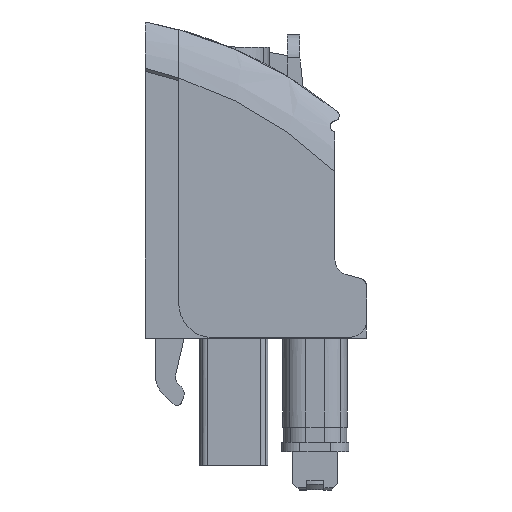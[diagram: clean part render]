
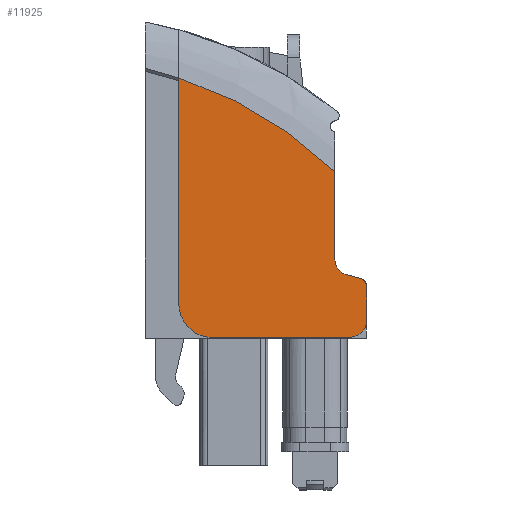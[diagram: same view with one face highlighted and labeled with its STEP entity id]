
A CAD part, left-side view. The second image highlights one B-rep face of the part: STEP entity #11925.
In plain terms, the highlighted planar face has unit normal (-1, 0, 0).
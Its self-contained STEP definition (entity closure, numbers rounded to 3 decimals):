
#8160=AXIS2_PLACEMENT_3D('Circle Axis2P3D',#8158,#8159,$) ;
#11864=AXIS2_PLACEMENT_3D('Plane Axis2P3D',#11861,#11862,#11863) ;
#11868=AXIS2_PLACEMENT_3D('Circle Axis2P3D',#11866,#11867,$) ;
#11882=AXIS2_PLACEMENT_3D('Circle Axis2P3D',#11880,#11881,$) ;
#11896=AXIS2_PLACEMENT_3D('Circle Axis2P3D',#11894,#11895,$) ;
#11910=AXIS2_PLACEMENT_3D('Circle Axis2P3D',#11908,#11909,$) ;
#2117=CARTESIAN_POINT('Vertex',(0.,12.28,26.886)) ;
#8158=CARTESIAN_POINT('Axis2P3D Location',(0.,20.181,2.149)) ;
#8162=CARTESIAN_POINT('Vertex',(0.,2.088,20.777)) ;
#9183=CARTESIAN_POINT('Line Origine',(0.,2.088,17.9)) ;
#9187=CARTESIAN_POINT('Vertex',(0.,2.088,15.022)) ;
#11844=CARTESIAN_POINT('Vertex',(0.,12.28,12.1)) ;
#11847=CARTESIAN_POINT('Line Origine',(0.,12.28,19.493)) ;
#11861=CARTESIAN_POINT('Axis2P3D Location',(0.,12.28,7.353)) ;
#11866=CARTESIAN_POINT('Axis2P3D Location',(0.,10.08,12.15)) ;
#11870=CARTESIAN_POINT('Vertex',(0.,10.08,9.95)) ;
#11873=CARTESIAN_POINT('Line Origine',(0.,5.64,9.95)) ;
#11877=CARTESIAN_POINT('Vertex',(0.,1.2,9.95)) ;
#11880=CARTESIAN_POINT('Axis2P3D Location',(0.,1.201,11.151)) ;
#11884=CARTESIAN_POINT('Vertex',(0.,0.,11.121)) ;
#11887=CARTESIAN_POINT('Line Origine',(0.,0.019,12.226)) ;
#11891=CARTESIAN_POINT('Vertex',(0.,0.039,13.331)) ;
#11894=CARTESIAN_POINT('Axis2P3D Location',(0.,0.538,13.322)) ;
#11898=CARTESIAN_POINT('Vertex',(0.,0.409,13.805)) ;
#11901=CARTESIAN_POINT('Line Origine',(0.,0.878,13.93)) ;
#11905=CARTESIAN_POINT('Vertex',(0.,1.347,14.056)) ;
#11908=CARTESIAN_POINT('Axis2P3D Location',(0.,1.088,15.022)) ;
#8159=DIRECTION('Axis2P3D Direction',(-1.,0.,0.)) ;
#9184=DIRECTION('Vector Direction',(0.,0.,-1.)) ;
#11848=DIRECTION('Vector Direction',(0.,0.,1.)) ;
#11862=DIRECTION('Axis2P3D Direction',(1.,0.,-0.)) ;
#11863=DIRECTION('Axis2P3D XDirection',(0.,0.,1.)) ;
#11867=DIRECTION('Axis2P3D Direction',(1.,0.,-0.)) ;
#11874=DIRECTION('Vector Direction',(0.,-1.,0.)) ;
#11881=DIRECTION('Axis2P3D Direction',(1.,0.,-0.)) ;
#11888=DIRECTION('Vector Direction',(0.,-0.017,-1.)) ;
#11895=DIRECTION('Axis2P3D Direction',(1.,0.,-0.)) ;
#11902=DIRECTION('Vector Direction',(0.,0.966,0.259)) ;
#11909=DIRECTION('Axis2P3D Direction',(1.,0.,-0.)) ;
#9185=VECTOR('Line Direction',#9184,1.) ;
#11849=VECTOR('Line Direction',#11848,1.) ;
#11875=VECTOR('Line Direction',#11874,1.) ;
#11889=VECTOR('Line Direction',#11888,1.) ;
#11903=VECTOR('Line Direction',#11902,1.) ;
#11914=ORIENTED_EDGE('',*,*,#11872,.F.) ;
#11915=ORIENTED_EDGE('',*,*,#11879,.F.) ;
#11916=ORIENTED_EDGE('',*,*,#11886,.F.) ;
#11917=ORIENTED_EDGE('',*,*,#11893,.F.) ;
#11918=ORIENTED_EDGE('',*,*,#11900,.F.) ;
#11919=ORIENTED_EDGE('',*,*,#11907,.T.) ;
#11920=ORIENTED_EDGE('',*,*,#11912,.T.) ;
#11921=ORIENTED_EDGE('',*,*,#9189,.T.) ;
#11922=ORIENTED_EDGE('',*,*,#8164,.T.) ;
#11923=ORIENTED_EDGE('',*,*,#11851,.T.) ;
#11925=ADVANCED_FACE('GEHAEUSE',(#11924),#11865,.F.) ;
#8161=CIRCLE('generated circle',#8160,25.969) ;
#11869=CIRCLE('generated circle',#11868,2.2) ;
#11883=CIRCLE('generated circle',#11882,1.201) ;
#11897=CIRCLE('generated circle',#11896,0.5) ;
#11911=CIRCLE('generated circle',#11910,1.) ;
#8164=EDGE_CURVE('',#8163,#2118,#8161,.T.) ;
#9189=EDGE_CURVE('',#9188,#8163,#9186,.F.) ;
#11851=EDGE_CURVE('',#2118,#11845,#11850,.F.) ;
#11872=EDGE_CURVE('',#11871,#11845,#11869,.T.) ;
#11879=EDGE_CURVE('',#11878,#11871,#11876,.F.) ;
#11886=EDGE_CURVE('',#11885,#11878,#11883,.T.) ;
#11893=EDGE_CURVE('',#11892,#11885,#11890,.T.) ;
#11900=EDGE_CURVE('',#11899,#11892,#11897,.T.) ;
#11907=EDGE_CURVE('',#11899,#11906,#11904,.T.) ;
#11912=EDGE_CURVE('',#11906,#9188,#11911,.T.) ;
#11913=EDGE_LOOP('',(#11914,#11915,#11916,#11917,#11918,#11919,#11920,#11921,#11922,#11923)) ;
#11924=FACE_OUTER_BOUND('',#11913,.T.) ;
#9186=LINE('Line',#9183,#9185) ;
#11850=LINE('Line',#11847,#11849) ;
#11876=LINE('Line',#11873,#11875) ;
#11890=LINE('Line',#11887,#11889) ;
#11904=LINE('Line',#11901,#11903) ;
#11865=PLANE('',#11864) ;
#2118=VERTEX_POINT('',#2117) ;
#8163=VERTEX_POINT('',#8162) ;
#9188=VERTEX_POINT('',#9187) ;
#11845=VERTEX_POINT('',#11844) ;
#11871=VERTEX_POINT('',#11870) ;
#11878=VERTEX_POINT('',#11877) ;
#11885=VERTEX_POINT('',#11884) ;
#11892=VERTEX_POINT('',#11891) ;
#11899=VERTEX_POINT('',#11898) ;
#11906=VERTEX_POINT('',#11905) ;
